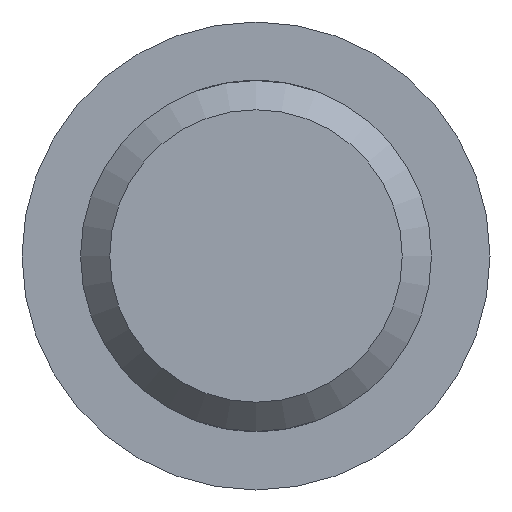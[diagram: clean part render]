
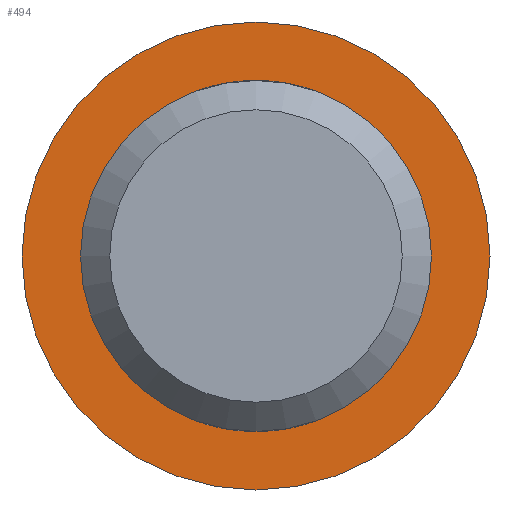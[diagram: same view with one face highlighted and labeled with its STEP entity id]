
A CAD part, left-side view. The second image highlights one B-rep face of the part: STEP entity #494.
In plain terms, the highlighted planar face has unit normal (-1, 0, 0).
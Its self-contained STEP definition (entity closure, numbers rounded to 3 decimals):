
#431=CARTESIAN_POINT('',(0.0,4.2,0.));
#432=VERTEX_POINT('',#431);
#433=CARTESIAN_POINT('',(0.0,0.0,0.0));
#434=DIRECTION('',(1.0,0.0,0.0));
#435=DIRECTION('',(0.0,-1.0,0.0));
#436=AXIS2_PLACEMENT_3D('',#433,#434,#435);
#437=CIRCLE('',#436,4.2);
#438=EDGE_CURVE('',#432,#432,#437,.T.);
#459=CARTESIAN_POINT('',(0.0,8.0,0.));
#460=VERTEX_POINT('',#459);
#461=CARTESIAN_POINT('',(0.0,0.0,0.0));
#462=DIRECTION('',(-1.0,0.0,0.0));
#463=DIRECTION('',(0.0,-1.0,0.0));
#464=AXIS2_PLACEMENT_3D('',#461,#462,#463);
#465=CIRCLE('',#464,8.0);
#466=EDGE_CURVE('',#460,#460,#465,.T.);
#483=CARTESIAN_POINT('',(0.0,0.0,0.0));
#484=DIRECTION('',(-1.0,0.0,0.0));
#485=DIRECTION('',(0.0,0.0,1.0));
#486=AXIS2_PLACEMENT_3D('',#483,#484,#485);
#487=PLANE('',#486);
#488=ORIENTED_EDGE('',*,*,#466,.T.);
#489=EDGE_LOOP('',(#488));
#490=FACE_OUTER_BOUND('',#489,.T.);
#491=ORIENTED_EDGE('',*,*,#438,.T.);
#492=EDGE_LOOP('',(#491));
#493=FACE_BOUND('',#492,.T.);
#494=ADVANCED_FACE('',(#490,#493),#487,.T.);
